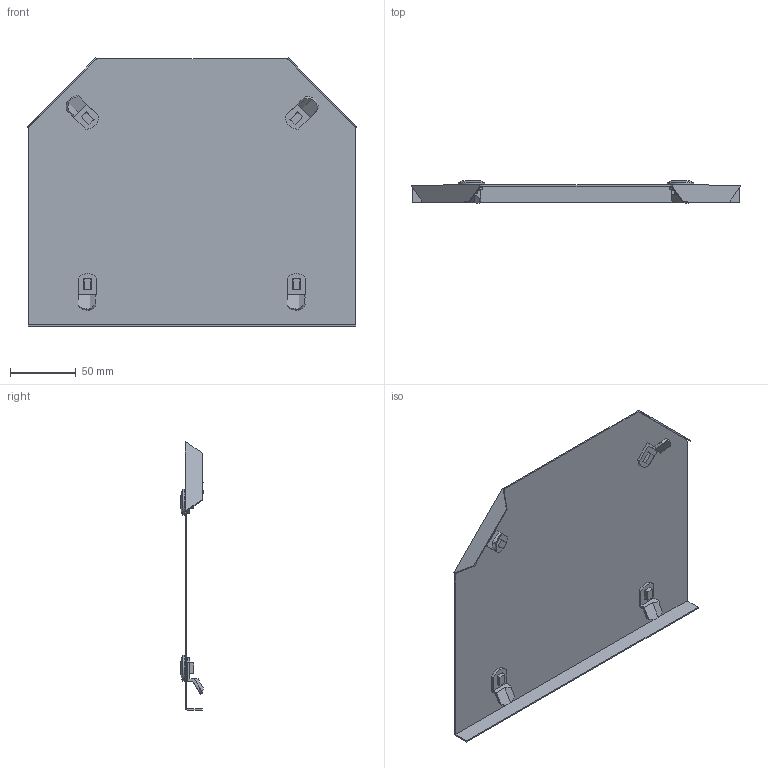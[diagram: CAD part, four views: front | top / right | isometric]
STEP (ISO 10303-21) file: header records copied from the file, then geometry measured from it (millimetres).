
FILE_DESCRIPTION (( 'STEP AP214' ), '1' );
FILE_NAME ('7128223.stp', '2019-06-14T06:50:37', ( '' ), ( '' ), 'SwSTEP 2.0', 'SolidWorks 2018', '' );
FILE_SCHEMA (( 'AUTOMOTIVE_DESIGN' ));
Length unit declared in the file: millimetre
Products named in the file (5): 7128223; KTS 08.080-022_Standard; KTS 08.082-005_Standard; KTS 08.081-003_Standard; KTS 08.040-110_NB=150 FS, DD
Assembly tree (7 placements, depth 3):
  7128223
    KTS 08.040-110_NB=150 FS, DD
    KTS 08.080-022_Standard  x4
      KTS 08.082-005_Standard
      KTS 08.081-003_Standard
Bounding box: 251.27 x 16.98 x 204.64 mm (x, y, z)
Volume: 59978.5 mm3; surface area: 113617.9 mm2
Topology: 9 solids, 9 shells, 215 faces, 527 edges, 342 vertices
Faces by surface type: plane 126, cylinder 57, bspline 16, torus 16
Entity records: 2836 total; most frequent: CARTESIAN_POINT 740, ORIENTED_EDGE 406, DIRECTION 383, EDGE_CURVE 203, VERTEX_POINT 132, AXIS2_PLACEMENT_3D 132, LINE 119, VECTOR 119
